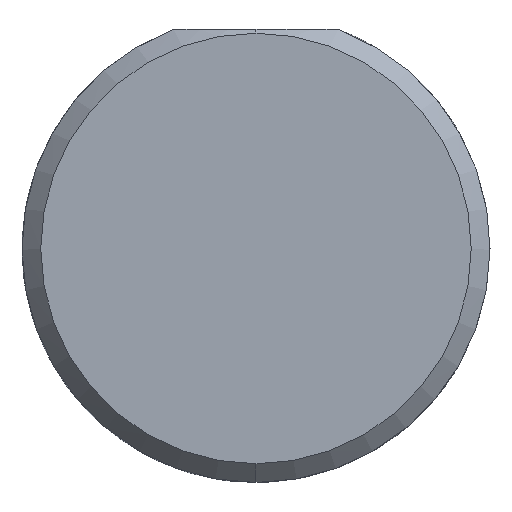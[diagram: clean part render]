
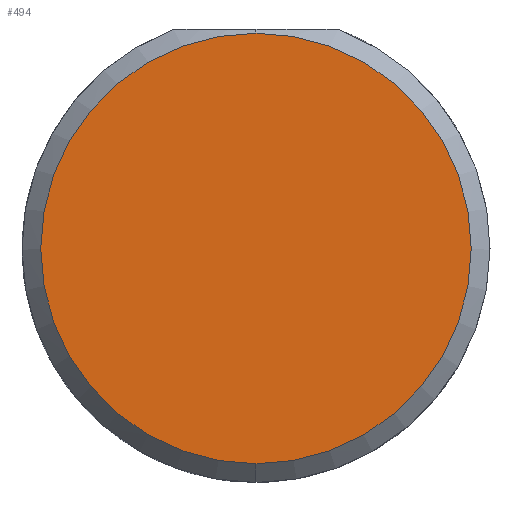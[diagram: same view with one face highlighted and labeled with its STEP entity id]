
A CAD part, left-side view. The second image highlights one B-rep face of the part: STEP entity #494.
In plain terms, the highlighted planar face has unit normal (-1, 0, 0).
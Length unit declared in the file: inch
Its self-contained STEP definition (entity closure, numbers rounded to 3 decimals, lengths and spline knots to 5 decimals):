
#55 = DIRECTION ( 'NONE',  ( 0., 0., -1. ) ) ;
#125 = EDGE_LOOP ( 'NONE', ( #622, #618 ) ) ;
#141 = AXIS2_PLACEMENT_3D ( 'NONE', #146, #709, #364 ) ;
#146 = CARTESIAN_POINT ( 'NONE',  ( 0., 0., 0. ) ) ;
#188 = VERTEX_POINT ( 'NONE', #306 ) ;
#231 = CIRCLE ( 'NONE', #708, 0.17235 ) ;
#301 = CIRCLE ( 'NONE', #141, 0.17235 ) ;
#306 = CARTESIAN_POINT ( 'NONE',  ( 0., 0., 0.17235 ) ) ;
#335 = FACE_OUTER_BOUND ( 'NONE', #125, .T. ) ;
#364 = DIRECTION ( 'NONE',  ( 0., 0., 1. ) ) ;
#391 = PLANE ( 'NONE',  #552 ) ;
#394 = CARTESIAN_POINT ( 'NONE',  ( 0., 0., -0.17235 ) ) ;
#396 = VERTEX_POINT ( 'NONE', #394 ) ;
#421 = CARTESIAN_POINT ( 'NONE',  ( 0., 0., 0. ) ) ;
#442 = CARTESIAN_POINT ( 'NONE',  ( 0., 0., 0. ) ) ;
#494 = ADVANCED_FACE ( 'NONE', ( #335 ), #391, .F. ) ;
#552 = AXIS2_PLACEMENT_3D ( 'NONE', #442, #613, #55 ) ;
#613 = DIRECTION ( 'NONE',  ( 1., 0., 0. ) ) ;
#618 = ORIENTED_EDGE ( 'NONE', *, *, #682, .T. ) ;
#622 = ORIENTED_EDGE ( 'NONE', *, *, #692, .T. ) ;
#655 = DIRECTION ( 'NONE',  ( 0., 0., 1. ) ) ;
#661 = DIRECTION ( 'NONE',  ( -1., 0., 0. ) ) ;
#682 = EDGE_CURVE ( 'NONE', #188, #396, #301, .T. ) ;
#692 = EDGE_CURVE ( 'NONE', #396, #188, #231, .T. ) ;
#708 = AXIS2_PLACEMENT_3D ( 'NONE', #421, #661, #655 ) ;
#709 = DIRECTION ( 'NONE',  ( -1., 0., 0. ) ) ;
